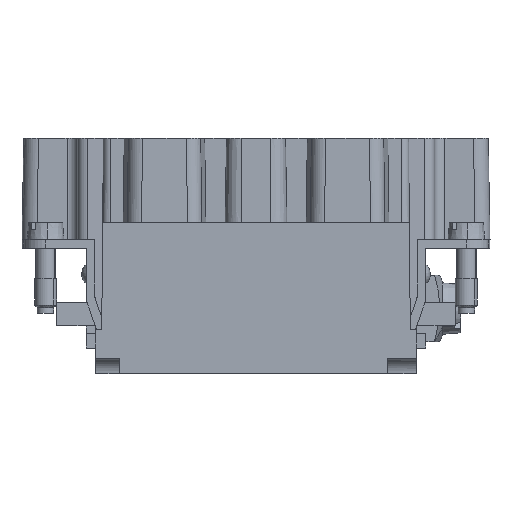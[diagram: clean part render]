
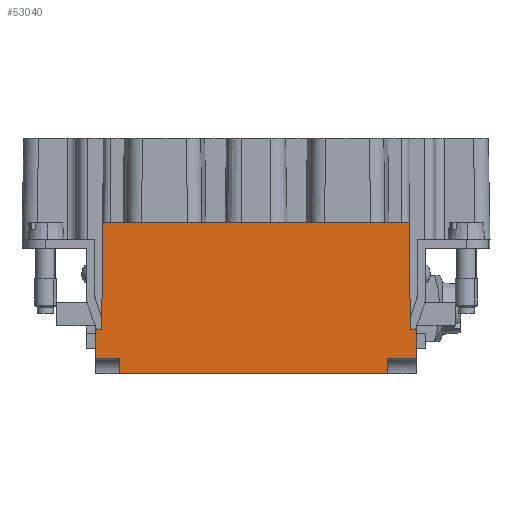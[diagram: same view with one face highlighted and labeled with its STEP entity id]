
A CAD part, left-side view. The second image highlights one B-rep face of the part: STEP entity #53040.
In plain terms, the highlighted face is planar.
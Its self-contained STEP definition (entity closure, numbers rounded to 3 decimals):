
#2760=CARTESIAN_POINT('',(25.15,-17.15,
29.862));
#2770=VERTEX_POINT('',#2760);
#2940=CARTESIAN_POINT('',(28.438,-17.15,
29.862));
#2950=VERTEX_POINT('',#2940);
#2980=CARTESIAN_POINT('',(0.,-17.15,29.862));
#2990=DIRECTION('',(1.,0.,0.));
#3000=VECTOR('',#2990,1.);
#3010=LINE('',#2980,#3000);
#3020=EDGE_CURVE('',#2770,#2950,#3010,.T.);
#3700=CARTESIAN_POINT('',(28.472,-17.15,
25.962));
#3710=VERTEX_POINT('',#3700);
#3760=CARTESIAN_POINT('',(28.699,-17.15,0.));
#3770=DIRECTION('',(0.009,0.,
-1.));
#3780=VECTOR('',#3770,1.);
#3790=LINE('',#3760,#3780);
#3800=EDGE_CURVE('',#2950,#3710,#3790,.T.);
#33090=CARTESIAN_POINT('',(-15.072,-17.15,
25.962));
#33100=VERTEX_POINT('',#33090);
#33150=CARTESIAN_POINT('',(0.,-17.15,25.962));
#33160=DIRECTION('',(-1.,0.,0.));
#33170=VECTOR('',#33160,1.);
#33180=LINE('',#33150,#33170);
#33190=CARTESIAN_POINT('',(-14.2,-17.15,
25.962));
#33200=VERTEX_POINT('',#33190);
#33210=EDGE_CURVE('',#33200,#33100,#33180,.T.);
#52260=CARTESIAN_POINT('',(17.2,-17.15,
28.662));
#52270=DIRECTION('',(0.,1.,0.));
#52280=DIRECTION('',(0.,0.,1.));
#52290=AXIS2_PLACEMENT_3D('',#52260,#52270,#52280);
#52300=PLANE('',#52290);
#52310=CARTESIAN_POINT('',(0.,-17.15,
11.462));
#52320=DIRECTION('',(-1.,0.,0.));
#52330=VECTOR('',#52320,1.);
#52340=LINE('',#52310,#52330);
#52350=CARTESIAN_POINT('',(27.473,-17.15,
11.462));
#52360=VERTEX_POINT('',#52350);
#52370=CARTESIAN_POINT('',(-14.073,-17.15,
11.462));
#52380=VERTEX_POINT('',#52370);
#52390=EDGE_CURVE('',#52360,#52380,#52340,.T.);
#52400=ORIENTED_EDGE('',*,*,#52390,.F.);
#52410=CARTESIAN_POINT('',(-13.974,-17.15,
0.012));
#52420=DIRECTION('',(0.009,0.,
-1.));
#52430=VECTOR('',#52420,1.);
#52440=LINE('',#52410,#52430);
#52450=EDGE_CURVE('',#33200,#52380,#52440,.T.);
#52460=ORIENTED_EDGE('',*,*,#52450,.T.);
#52470=ORIENTED_EDGE('',*,*,#33210,.F.);
#52480=CARTESIAN_POINT('',(-15.299,-17.15,0.));
#52490=DIRECTION('',(0.009,0.,
1.));
#52500=VECTOR('',#52490,1.);
#52510=LINE('',#52480,#52500);
#52520=CARTESIAN_POINT('',(-15.038,-17.15,
29.862));
#52530=VERTEX_POINT('',#52520);
#52540=EDGE_CURVE('',#33100,#52530,#52510,.T.);
#52550=ORIENTED_EDGE('',*,*,#52540,.F.);
#52560=CARTESIAN_POINT('',(0.,-17.15,29.862));
#52570=DIRECTION('',(-1.,0.,0.));
#52580=VECTOR('',#52570,1.);
#52590=LINE('',#52560,#52580);
#52600=CARTESIAN_POINT('',(-11.05,-17.15,
29.862));
#52610=VERTEX_POINT('',#52600);
#52620=EDGE_CURVE('',#52610,#52530,#52590,.T.);
#52630=ORIENTED_EDGE('',*,*,#52620,.T.);
#52640=CARTESIAN_POINT('',(-11.05,-17.15,0.));
#52650=DIRECTION('',(0.,0.,1.));
#52660=VECTOR('',#52650,1.);
#52670=LINE('',#52640,#52660);
#52680=CARTESIAN_POINT('',(-11.05,-17.15,
31.862));
#52690=VERTEX_POINT('',#52680);
#52700=EDGE_CURVE('',#52610,#52690,#52670,.T.);
#52710=ORIENTED_EDGE('',*,*,#52700,.F.);
#52720=CARTESIAN_POINT('',(0.,-17.15,31.862));
#52730=DIRECTION('',(1.,0.,0.));
#52740=VECTOR('',#52730,1.);
#52750=LINE('',#52720,#52740);
#52760=CARTESIAN_POINT('',(25.15,-17.15,
31.862));
#52770=VERTEX_POINT('',#52760);
#52780=EDGE_CURVE('',#52690,#52770,#52750,.T.);
#52790=ORIENTED_EDGE('',*,*,#52780,.F.);
#52800=CARTESIAN_POINT('',(25.15,-17.15,0.));
#52810=DIRECTION('',(0.,0.,-1.));
#52820=VECTOR('',#52810,1.);
#52830=LINE('',#52800,#52820);
#52840=EDGE_CURVE('',#52770,#2770,#52830,.T.);
#52850=ORIENTED_EDGE('',*,*,#52840,.F.);
#52860=ORIENTED_EDGE('',*,*,#3020,.F.);
#52870=ORIENTED_EDGE('',*,*,#3800,.F.);
#52880=CARTESIAN_POINT('',(0.,-17.15,25.962));
#52890=DIRECTION('',(1.,0.,0.));
#52900=VECTOR('',#52890,1.);
#52910=LINE('',#52880,#52900);
#52920=CARTESIAN_POINT('',(27.6,-17.15,
25.962));
#52930=VERTEX_POINT('',#52920);
#52940=EDGE_CURVE('',#52930,#3710,#52910,.T.);
#52950=ORIENTED_EDGE('',*,*,#52940,.T.);
#52960=CARTESIAN_POINT('',(27.374,-17.15,
0.012));
#52970=DIRECTION('',(0.009,0.,
1.));
#52980=VECTOR('',#52970,1.);
#52990=LINE('',#52960,#52980);
#53000=EDGE_CURVE('',#52360,#52930,#52990,.T.);
#53010=ORIENTED_EDGE('',*,*,#53000,.T.);
#53020=EDGE_LOOP('',(#53010,#52950,#52870,#52860,#52850,#52790,#52710,
#52630,#52550,#52470,#52460,#52400));
#53030=FACE_OUTER_BOUND('',#53020,.T.);
#53040=ADVANCED_FACE('',(#53030),#52300,.F.);
